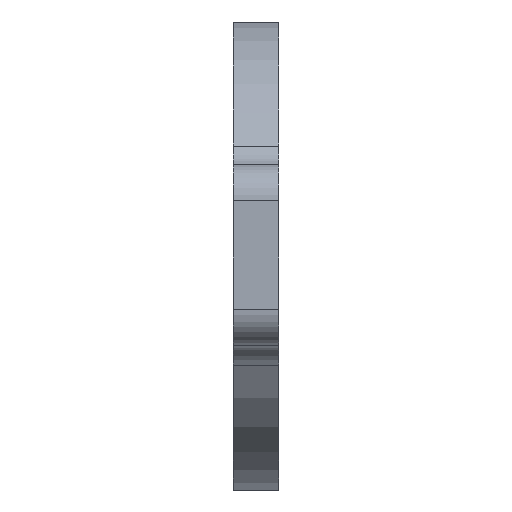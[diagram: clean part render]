
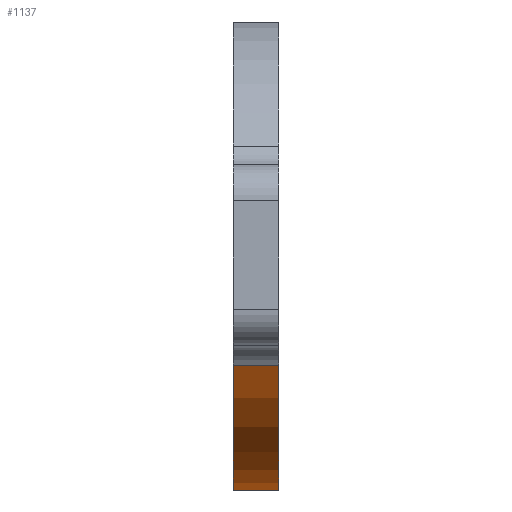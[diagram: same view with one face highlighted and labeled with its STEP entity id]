
A CAD part, top view. The second image highlights one B-rep face of the part: STEP entity #1137.
In plain terms, the highlighted cylindrical face has radius 32.5 mm (diameter 65 mm), a partial arc.
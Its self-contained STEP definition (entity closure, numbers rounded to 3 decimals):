
#107=FACE_OUTER_BOUND('',#181,.T.);
#181=EDGE_LOOP('',(#935,#936,#937,#938));
#284=LINE('',#1886,#374);
#289=LINE('',#1901,#379);
#374=VECTOR('',#1536,10.);
#379=VECTOR('',#1553,10.);
#432=CIRCLE('',#1230,32.5);
#455=CIRCLE('',#1264,32.5);
#534=VERTEX_POINT('',#1824);
#535=VERTEX_POINT('',#1826);
#558=VERTEX_POINT('',#1884);
#562=VERTEX_POINT('',#1900);
#667=EDGE_CURVE('',#535,#534,#432,.T.);
#697=EDGE_CURVE('',#558,#534,#284,.T.);
#704=EDGE_CURVE('',#535,#562,#289,.T.);
#707=EDGE_CURVE('',#562,#558,#455,.T.);
#935=ORIENTED_EDGE('',*,*,#697,.F.);
#936=ORIENTED_EDGE('',*,*,#707,.F.);
#937=ORIENTED_EDGE('',*,*,#704,.F.);
#938=ORIENTED_EDGE('',*,*,#667,.T.);
#1085=CYLINDRICAL_SURFACE('',#1263,32.5);
#1137=ADVANCED_FACE('',(#107),#1085,.T.);
#1230=AXIS2_PLACEMENT_3D('',#1827,#1474,#1475);
#1263=AXIS2_PLACEMENT_3D('',#1905,#1557,#1558);
#1264=AXIS2_PLACEMENT_3D('',#1906,#1559,#1560);
#1474=DIRECTION('center_axis',(1.,0.,0.));
#1475=DIRECTION('ref_axis',(0.,0.,-1.));
#1536=DIRECTION('',(-1.,0.,0.));
#1553=DIRECTION('',(1.,0.,0.));
#1557=DIRECTION('center_axis',(1.,0.,0.));
#1558=DIRECTION('ref_axis',(0.,0.,-1.));
#1559=DIRECTION('center_axis',(1.,0.,0.));
#1560=DIRECTION('ref_axis',(0.,0.,-1.));
#1824=CARTESIAN_POINT('',(0.,-15.167,-28.744));
#1826=CARTESIAN_POINT('',(0.,-15.167,28.744));
#1827=CARTESIAN_POINT('Origin',(0.,0.,0.));
#1884=CARTESIAN_POINT('',(6.35,-15.167,-28.744));
#1886=CARTESIAN_POINT('',(0.,-15.167,-28.744));
#1900=CARTESIAN_POINT('',(6.35,-15.167,28.744));
#1901=CARTESIAN_POINT('',(0.,-15.167,28.744));
#1905=CARTESIAN_POINT('Origin',(0.,0.,0.));
#1906=CARTESIAN_POINT('Origin',(6.35,0.,0.));
